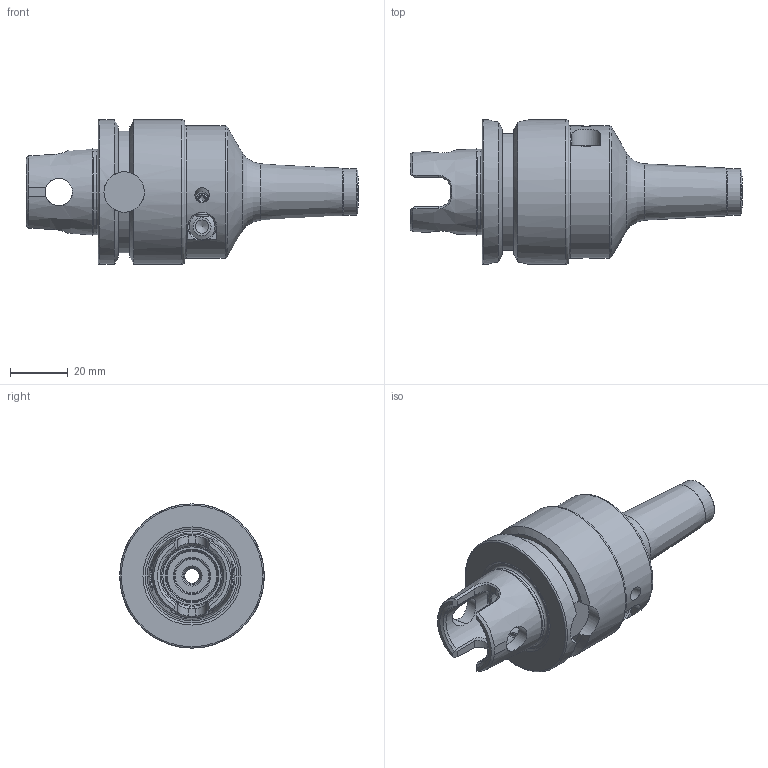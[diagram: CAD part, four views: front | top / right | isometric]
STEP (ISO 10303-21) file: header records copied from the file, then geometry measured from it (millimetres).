
FILE_DESCRIPTION((''),'2;1');
FILE_NAME('146021108090 UTS5040-PHC08SB-90-C-H-3D.stp','2023-02-06T16:56:42',('nttooll'),(''),'Autodesk Inventor 2012','Autodesk Inventor 2012','');
FILE_SCHEMA(('AUTOMOTIVE_DESIGN { 1 0 10303 214 1 1 1 1 }'));
Length unit declared in the file: millimetre
Products named in the file (1): 146021108090 UTS5040-PHC08SB-90-C-H-3D
Bounding box: 115 x 50 x 50 mm (x, y, z)
Volume: 95298.8 mm3; surface area: 20016.4 mm2
Topology: 1 solids, 1 shells, 164 faces, 406 edges, 252 vertices
Faces by surface type: cylinder 48, cone 43, plane 40, bspline 20, torus 13
Full cylindrical faces by diameter (mm): 2.309 x2, 4 x2, 4.1 x1, 4.619 x2, 5 x3, 5.2 x1, 6 x1, 8.4 x2, 9 x2, 9.5 x2, 12 x1, 14 x2, 16 x1, 17.2 x1, 18 x1, 21 x1, 29.5 x1, 45.8 x1, 50 x2
Entity records: 5207 total; most frequent: CARTESIAN_POINT 1968, ORIENTED_EDGE 628, DIRECTION 588, EDGE_CURVE 314, AXIS2_PLACEMENT_3D 270, EDGE_LOOP 249, VERTEX_POINT 231, FACE_OUTER_BOUND 164
